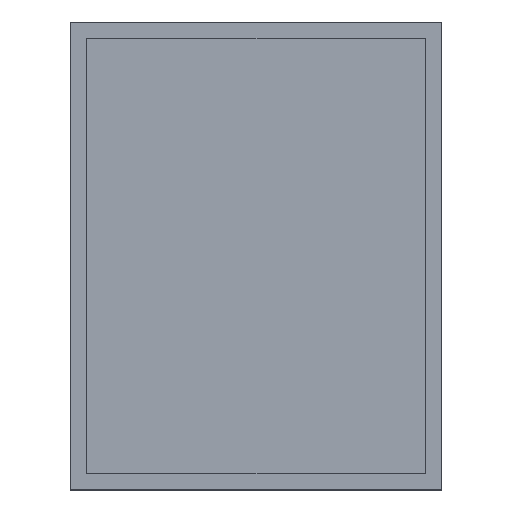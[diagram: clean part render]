
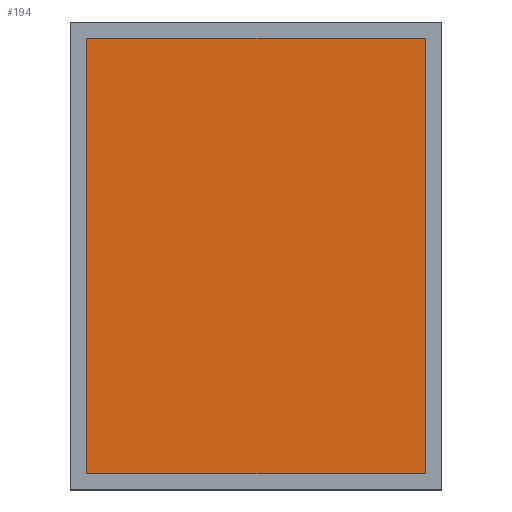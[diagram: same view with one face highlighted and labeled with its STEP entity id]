
A CAD part, top view. The second image highlights one B-rep face of the part: STEP entity #194.
In plain terms, the highlighted face is planar.
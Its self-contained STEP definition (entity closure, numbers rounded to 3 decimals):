
#24=FACE_OUTER_BOUND('',#35,.T.);
#35=EDGE_LOOP('',(#147,#148,#149,#150));
#45=LINE('',#289,#69);
#48=LINE('',#295,#72);
#51=LINE('',#301,#75);
#54=LINE('',#305,#78);
#69=VECTOR('',#236,10.);
#72=VECTOR('',#241,10.);
#75=VECTOR('',#246,10.);
#78=VECTOR('',#251,10.);
#93=VERTEX_POINT('',#286);
#94=VERTEX_POINT('',#288);
#96=VERTEX_POINT('',#294);
#98=VERTEX_POINT('',#300);
#109=EDGE_CURVE('',#94,#93,#45,.T.);
#112=EDGE_CURVE('',#96,#94,#48,.T.);
#115=EDGE_CURVE('',#98,#96,#51,.T.);
#118=EDGE_CURVE('',#93,#98,#54,.T.);
#147=ORIENTED_EDGE('',*,*,#118,.T.);
#148=ORIENTED_EDGE('',*,*,#115,.T.);
#149=ORIENTED_EDGE('',*,*,#112,.T.);
#150=ORIENTED_EDGE('',*,*,#109,.T.);
#183=PLANE('',#220);
#194=ADVANCED_FACE('',(#24),#183,.T.);
#220=AXIS2_PLACEMENT_3D('',#306,#252,#253);
#236=DIRECTION('',(0.,-1.,0.));
#241=DIRECTION('',(1.,0.,0.));
#246=DIRECTION('',(0.,1.,0.));
#251=DIRECTION('',(-1.,0.,0.));
#252=DIRECTION('center_axis',(0.,0.,-1.));
#253=DIRECTION('ref_axis',(-1.,0.,0.));
#286=CARTESIAN_POINT('',(-37.,-102.,-68.));
#288=CARTESIAN_POINT('',(-37.,60.,-68.));
#289=CARTESIAN_POINT('',(-37.,-102.,-68.));
#294=CARTESIAN_POINT('',(-163.,60.,-68.));
#295=CARTESIAN_POINT('',(-25.,60.,-68.));
#300=CARTESIAN_POINT('',(-163.,-102.,-68.));
#301=CARTESIAN_POINT('',(-163.,60.,-68.));
#305=CARTESIAN_POINT('',(-175.,-102.,-68.));
#306=CARTESIAN_POINT('Origin',(-100.,-21.,-68.));
